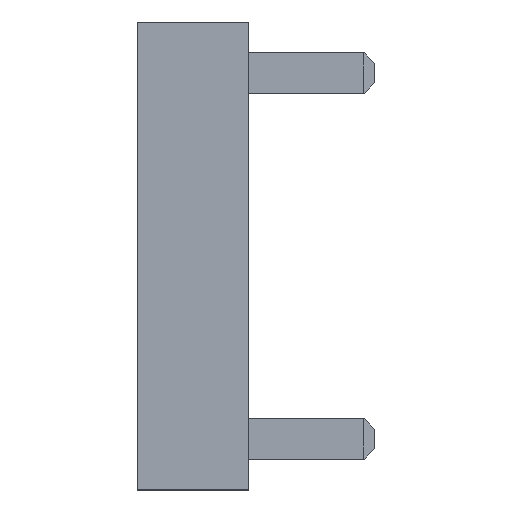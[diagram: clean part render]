
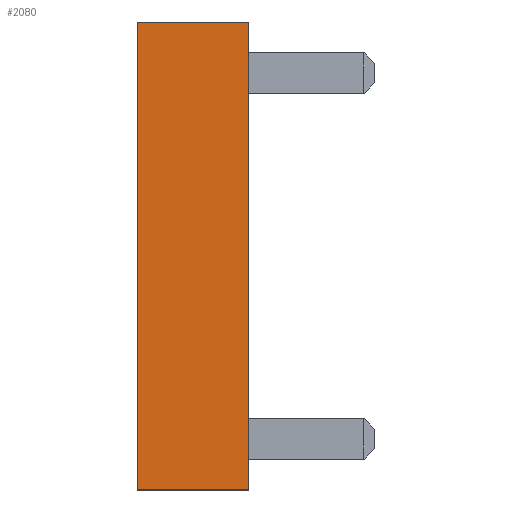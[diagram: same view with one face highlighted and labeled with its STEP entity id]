
A CAD part, left-side view. The second image highlights one B-rep face of the part: STEP entity #2080.
In plain terms, the highlighted planar face has unit normal (-1, 0, 0).
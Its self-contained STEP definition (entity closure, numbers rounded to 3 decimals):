
#14 = LINE ( 'NONE', #22, #838 ) ;
#22 = CARTESIAN_POINT ( 'NONE',  ( -6.5, 3.1, -6.5 ) ) ;
#23 = LINE ( 'NONE', #30, #835 ) ;
#24 = DIRECTION ( 'NONE',  ( 0., 0., 1. ) ) ;
#30 = CARTESIAN_POINT ( 'NONE',  ( -6.5, 3.1, 6.5 ) ) ;
#31 = DIRECTION ( 'NONE',  ( 0., -1., 0. ) ) ;
#45 = LINE ( 'NONE', #46, #831 ) ;
#46 = CARTESIAN_POINT ( 'NONE',  ( -6.5, 3.1, -6.5 ) ) ;
#47 = DIRECTION ( 'NONE',  ( 0., -1., 0. ) ) ;
#76 = CARTESIAN_POINT ( 'NONE',  ( -6.5, 3.1, -6.5 ) ) ;
#82 = FACE_OUTER_BOUND ( 'NONE', #486, .T. ) ;
#83 = PLANE ( 'NONE',  #920 ) ;
#85 = DIRECTION ( 'NONE',  ( 1., 0., 0. ) ) ;
#86 = DIRECTION ( 'NONE',  ( 0., 0., -1. ) ) ;
#340 = CARTESIAN_POINT ( 'NONE',  ( -6.5, 0., -6.5 ) ) ;
#421 = ORIENTED_EDGE ( 'NONE', *, *, #2052, .T. ) ;
#422 = ORIENTED_EDGE ( 'NONE', *, *, #2067, .F. ) ;
#423 = ORIENTED_EDGE ( 'NONE', *, *, #2064, .F. ) ;
#424 = ORIENTED_EDGE ( 'NONE', *, *, #2072, .T. ) ;
#486 = EDGE_LOOP ( 'NONE', ( #421, #422, #423, #424 ) ) ;
#577 = VERTEX_POINT ( 'NONE', #340 ) ;
#831 = VECTOR ( 'NONE', #47, 1000. ) ;
#835 = VECTOR ( 'NONE', #31, 1000. ) ;
#838 = VECTOR ( 'NONE', #24, 1000. ) ;
#855 = VECTOR ( 'NONE', #1304, 1000. ) ;
#920 = AXIS2_PLACEMENT_3D ( 'NONE', #76, #85, #86 ) ;
#1294 = LINE ( 'NONE', #1302, #855 ) ;
#1302 = CARTESIAN_POINT ( 'NONE',  ( -6.5, 0., -6.5 ) ) ;
#1304 = DIRECTION ( 'NONE',  ( 0., 0., 1. ) ) ;
#1699 = CARTESIAN_POINT ( 'NONE',  ( -6.5, 0., 6.5 ) ) ;
#1712 = CARTESIAN_POINT ( 'NONE',  ( -6.5, 3.1, 6.5 ) ) ;
#1721 = CARTESIAN_POINT ( 'NONE',  ( -6.5, 3.1, -6.5 ) ) ;
#2052 = EDGE_CURVE ( 'NONE', #577, #2479, #1294, .T. ) ;
#2064 = EDGE_CURVE ( 'NONE', #2501, #2492, #14, .T. ) ;
#2067 = EDGE_CURVE ( 'NONE', #2492, #2479, #23, .T. ) ;
#2072 = EDGE_CURVE ( 'NONE', #2501, #577, #45, .T. ) ;
#2080 = ADVANCED_FACE ( 'NONE', ( #82 ), #83, .F. ) ;
#2479 = VERTEX_POINT ( 'NONE', #1699 ) ;
#2492 = VERTEX_POINT ( 'NONE', #1712 ) ;
#2501 = VERTEX_POINT ( 'NONE', #1721 ) ;
